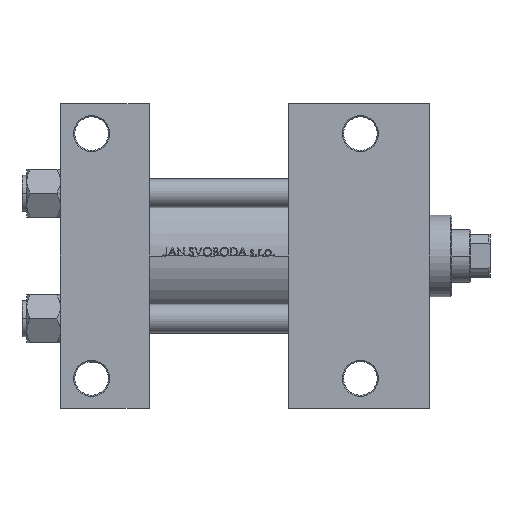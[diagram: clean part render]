
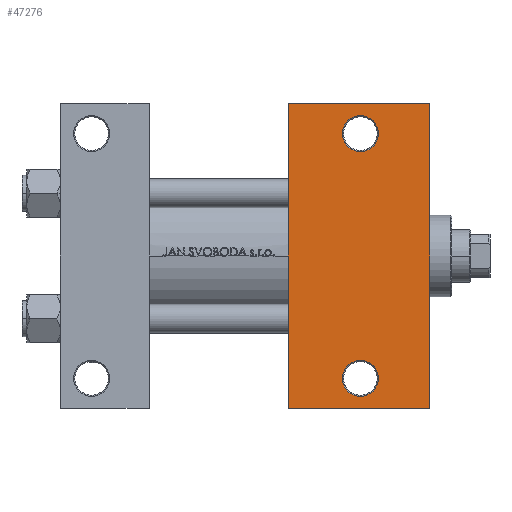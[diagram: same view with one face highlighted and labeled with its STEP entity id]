
A CAD part, front view. The second image highlights one B-rep face of the part: STEP entity #47276.
In plain terms, the highlighted face is planar.
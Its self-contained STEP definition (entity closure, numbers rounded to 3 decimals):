
#321 = VERTEX_POINT ( 'NONE', #30269 ) ;
#1199 = DIRECTION ( 'NONE',  ( -1., 0., 0. ) ) ;
#1606 = CARTESIAN_POINT ( 'NONE',  ( 117.5, 51., -37.5 ) ) ;
#2014 = LINE ( 'NONE', #20568, #26936 ) ;
#2391 = AXIS2_PLACEMENT_3D ( 'NONE', #10438, #33768, #33021 ) ;
#2520 = CARTESIAN_POINT ( 'NONE',  ( 154., 63.5, -37.5 ) ) ;
#2995 = VERTEX_POINT ( 'NONE', #2520 ) ;
#4020 = CIRCLE ( 'NONE', #2391, 7.5 ) ;
#4459 = EDGE_CURVE ( 'NONE', #7215, #46130, #17033, .T. ) ;
#4760 = CARTESIAN_POINT ( 'NONE',  ( 95., -63.5, -37.5 ) ) ;
#5762 = DIRECTION ( 'NONE',  ( 0., 0., 1. ) ) ;
#6513 = VERTEX_POINT ( 'NONE', #4760 ) ;
#7215 = VERTEX_POINT ( 'NONE', #1606 ) ;
#7334 = CARTESIAN_POINT ( 'NONE',  ( 95., -63.5, -37.5 ) ) ;
#8227 = AXIS2_PLACEMENT_3D ( 'NONE', #11670, #8878, #12150 ) ;
#8878 = DIRECTION ( 'NONE',  ( 0., 0., 1. ) ) ;
#9542 = CARTESIAN_POINT ( 'NONE',  ( 154., -63.5, -37.5 ) ) ;
#9995 = DIRECTION ( 'NONE',  ( 0., -1., 0. ) ) ;
#10438 = CARTESIAN_POINT ( 'NONE',  ( 125., 51., -37.5 ) ) ;
#10733 = LINE ( 'NONE', #13513, #42371 ) ;
#10917 = ORIENTED_EDGE ( 'NONE', *, *, #16947, .T. ) ;
#11670 = CARTESIAN_POINT ( 'NONE',  ( 125., 51., -37.5 ) ) ;
#12150 = DIRECTION ( 'NONE',  ( -1., 0., 0. ) ) ;
#12591 = VERTEX_POINT ( 'NONE', #9542 ) ;
#12595 = AXIS2_PLACEMENT_3D ( 'NONE', #46141, #35094, #1199 ) ;
#12603 = EDGE_CURVE ( 'NONE', #2995, #12591, #2014, .T. ) ;
#12929 = EDGE_CURVE ( 'NONE', #49512, #2995, #41876, .T. ) ;
#12949 = ORIENTED_EDGE ( 'NONE', *, *, #21876, .F. ) ;
#13513 = CARTESIAN_POINT ( 'NONE',  ( 95., 37.5, -37.5 ) ) ;
#13956 = ORIENTED_EDGE ( 'NONE', *, *, #4459, .T. ) ;
#14615 = LINE ( 'NONE', #7334, #27846 ) ;
#15326 = EDGE_CURVE ( 'NONE', #12591, #6513, #14615, .T. ) ;
#16809 = DIRECTION ( 'NONE',  ( 0., -1., 0. ) ) ;
#16947 = EDGE_CURVE ( 'NONE', #33664, #321, #41430, .T. ) ;
#17033 = CIRCLE ( 'NONE', #8227, 7.5 ) ;
#17158 = DIRECTION ( 'NONE',  ( 0., 0., -1. ) ) ;
#17556 = ORIENTED_EDGE ( 'NONE', *, *, #15326, .T. ) ;
#19883 = CARTESIAN_POINT ( 'NONE',  ( 95., 63.5, -37.5 ) ) ;
#20230 = CIRCLE ( 'NONE', #48297, 7.5 ) ;
#20568 = CARTESIAN_POINT ( 'NONE',  ( 154., 37.5, -37.5 ) ) ;
#21876 = EDGE_CURVE ( 'NONE', #49512, #6513, #10733, .T. ) ;
#23872 = EDGE_CURVE ( 'NONE', #46130, #7215, #4020, .T. ) ;
#25272 = AXIS2_PLACEMENT_3D ( 'NONE', #36490, #17158, #40240 ) ;
#25418 = FACE_BOUND ( 'NONE', #41134, .T. ) ;
#26936 = VECTOR ( 'NONE', #16809, 1000. ) ;
#27846 = VECTOR ( 'NONE', #29907, 1000. ) ;
#28676 = VECTOR ( 'NONE', #43844, 1000. ) ;
#29174 = CARTESIAN_POINT ( 'NONE',  ( 132.5, 51., -37.5 ) ) ;
#29907 = DIRECTION ( 'NONE',  ( -1., 0., 0. ) ) ;
#30269 = CARTESIAN_POINT ( 'NONE',  ( 117.5, -51., -37.5 ) ) ;
#33021 = DIRECTION ( 'NONE',  ( -1., 0., 0. ) ) ;
#33664 = VERTEX_POINT ( 'NONE', #47592 ) ;
#33768 = DIRECTION ( 'NONE',  ( 0., 0., 1. ) ) ;
#34107 = ORIENTED_EDGE ( 'NONE', *, *, #12603, .T. ) ;
#35094 = DIRECTION ( 'NONE',  ( 0., 0., 1. ) ) ;
#35256 = EDGE_CURVE ( 'NONE', #321, #33664, #20230, .T. ) ;
#35828 = CARTESIAN_POINT ( 'NONE',  ( 95., 63.5, -37.5 ) ) ;
#36180 = EDGE_LOOP ( 'NONE', ( #13956, #39883 ) ) ;
#36490 = CARTESIAN_POINT ( 'NONE',  ( 154., 37.5, -37.5 ) ) ;
#37756 = ORIENTED_EDGE ( 'NONE', *, *, #12929, .T. ) ;
#39620 = ORIENTED_EDGE ( 'NONE', *, *, #35256, .T. ) ;
#39750 = FACE_BOUND ( 'NONE', #36180, .T. ) ;
#39883 = ORIENTED_EDGE ( 'NONE', *, *, #23872, .T. ) ;
#40133 = CARTESIAN_POINT ( 'NONE',  ( 125., -51., -37.5 ) ) ;
#40240 = DIRECTION ( 'NONE',  ( -1., 0., 0. ) ) ;
#40493 = FACE_OUTER_BOUND ( 'NONE', #44825, .T. ) ;
#41134 = EDGE_LOOP ( 'NONE', ( #39620, #10917 ) ) ;
#41430 = CIRCLE ( 'NONE', #12595, 7.5 ) ;
#41876 = LINE ( 'NONE', #35828, #28676 ) ;
#42371 = VECTOR ( 'NONE', #9995, 1000. ) ;
#43844 = DIRECTION ( 'NONE',  ( 1., 0., 0. ) ) ;
#44825 = EDGE_LOOP ( 'NONE', ( #12949, #37756, #34107, #17556 ) ) ;
#46130 = VERTEX_POINT ( 'NONE', #29174 ) ;
#46141 = CARTESIAN_POINT ( 'NONE',  ( 125., -51., -37.5 ) ) ;
#47167 = DIRECTION ( 'NONE',  ( -1., 0., 0. ) ) ;
#47273 = PLANE ( 'NONE',  #25272 ) ;
#47276 = ADVANCED_FACE ( 'NONE', ( #39750, #25418, #40493 ), #47273, .T. ) ;
#47592 = CARTESIAN_POINT ( 'NONE',  ( 132.5, -51., -37.5 ) ) ;
#48297 = AXIS2_PLACEMENT_3D ( 'NONE', #40133, #5762, #47167 ) ;
#49512 = VERTEX_POINT ( 'NONE', #19883 ) ;
